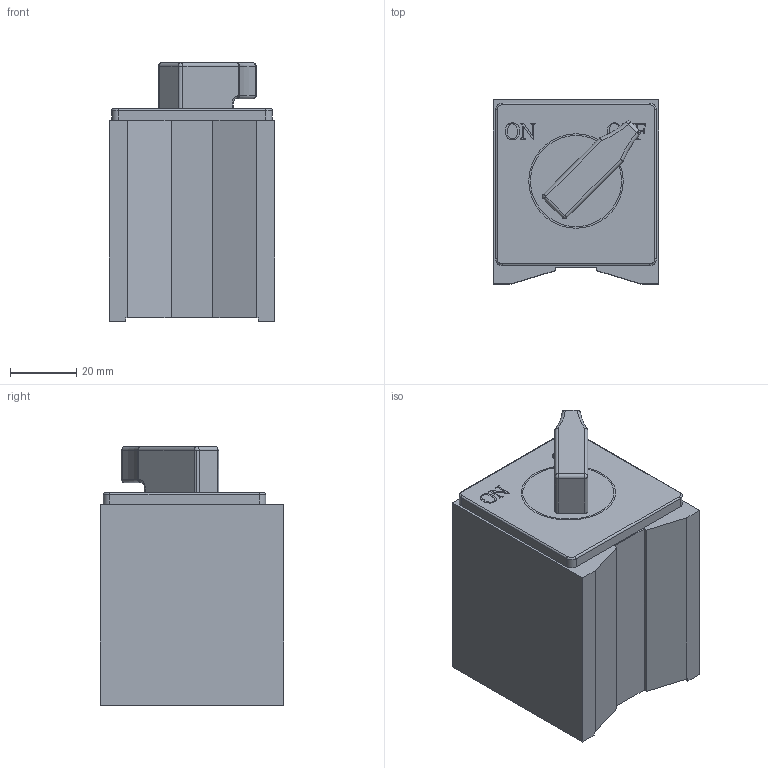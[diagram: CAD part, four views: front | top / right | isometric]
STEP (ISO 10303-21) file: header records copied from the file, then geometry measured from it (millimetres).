
FILE_DESCRIPTION (( 'STEP AP203' ), '1' );
FILE_NAME ('07MBH-1M.STEP', '2016-03-01T05:57:00', ( '' ), ( '' ), 'SwSTEP 2.0', 'SolidWorks 2016', '' );
FILE_SCHEMA (( 'CONFIG_CONTROL_DESIGN' ));
Length unit declared in the file: millimetre
Products named in the file (1): 07MBH-1M
Bounding box: 50 x 55.5 x 78 mm (x, y, z)
Surface area: 20152 mm2 (no closed solid volume)
Topology: 0 solids, 2 shells, 109 faces, 475 edges, 365 vertices
Faces by surface type: plane 49, cylinder 31, sphere 12, torus 10, bspline 7
Entity records: 6033 total; most frequent: CARTESIAN_POINT 2440, ORIENTED_EDGE 692, DIRECTION 625, EDGE_CURVE 469, VERTEX_POINT 362, LINE 239, VECTOR 239, AXIS2_PLACEMENT_3D 193
